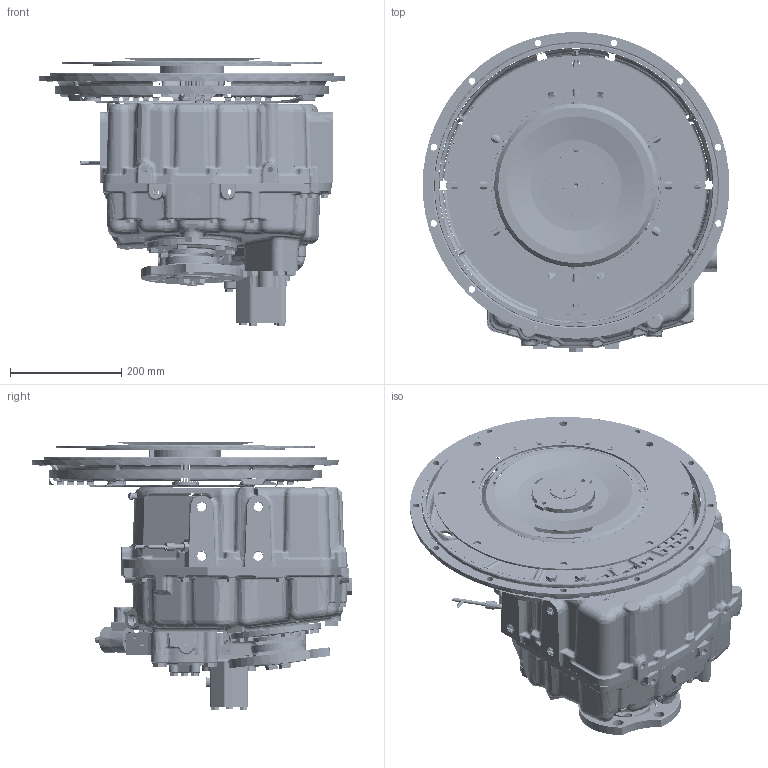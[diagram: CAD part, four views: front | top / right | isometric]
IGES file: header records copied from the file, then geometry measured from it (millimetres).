
Start section: SolidWorks IGES file using analytic representation for surfaces
Global section: file name: PX13370.igs; native system: SolidWorks 2015; preprocessor: SolidWorks 2015; author: smtservice; date: 190625.053517; units: millimetre
Bounding box: 552.45 x 576.05 x 482.96 mm (x, y, z)
Surface area: 2017724.6 mm2 (no closed solid volume)
Topology: 0 solids, 0 shells, 4550 faces, 78184 edges, 77788 vertices
Faces by surface type: bspline 2892, revolution 1658
